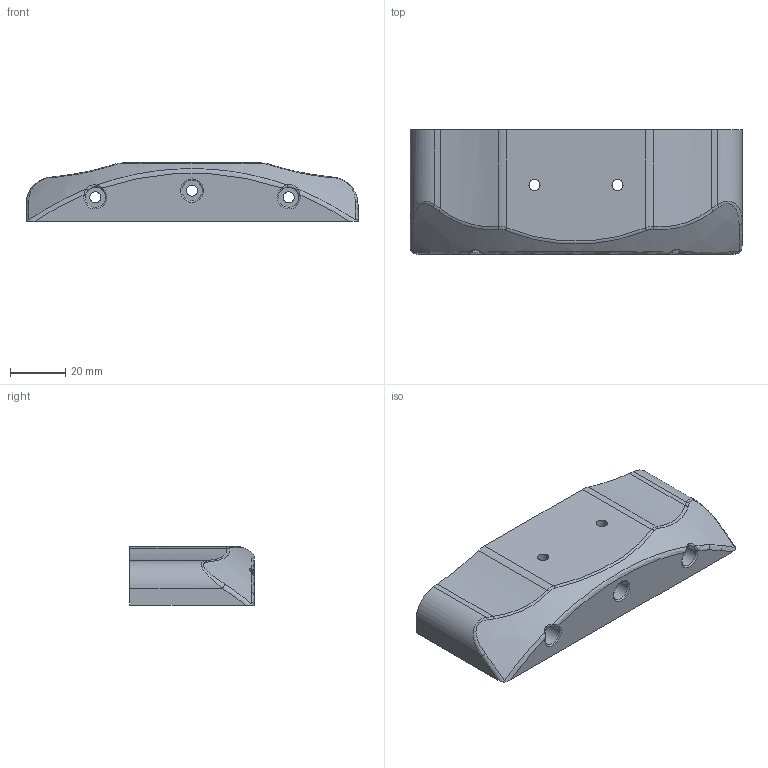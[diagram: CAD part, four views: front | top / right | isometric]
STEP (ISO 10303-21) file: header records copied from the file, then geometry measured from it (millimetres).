
FILE_DESCRIPTION(/* description */ (''),/* implementation_level */ '2;1');
FILE_NAME(/* name */ 'battery-corner-protect.stp',/* time_stamp */ '2024-08-16T09:53:11-07:00',/* author */ ('generic'),/* organization */ (''),/* preprocessor_version */ 'ST-DEVELOPER v19.2',/* originating_system */ 'Autodesk Inventor 2024',/* authorisation */ '');
FILE_SCHEMA (('AUTOMOTIVE_DESIGN { 1 0 10303 214 3 1 1 }'));
Length unit declared in the file: millimetre
Products named in the file (1): battery-corner-protect
Bounding box: 120 x 45 x 21 mm (x, y, z)
Volume: 72755.7 mm3; surface area: 26889.8 mm2
Topology: 1 solids, 1 shells, 131 faces, 345 edges, 225 vertices
Faces by surface type: plane 58, cylinder 45, bspline 14, torus 9, sphere 5
Full cylindrical faces by diameter (mm): 4 x5, 7.4 x6, 14 x2
Entity records: 4761 total; most frequent: CARTESIAN_POINT 1468, ORIENTED_EDGE 690, DIRECTION 654, EDGE_CURVE 345, AXIS2_PLACEMENT_3D 244, VERTEX_POINT 224, LINE 166, VECTOR 166
